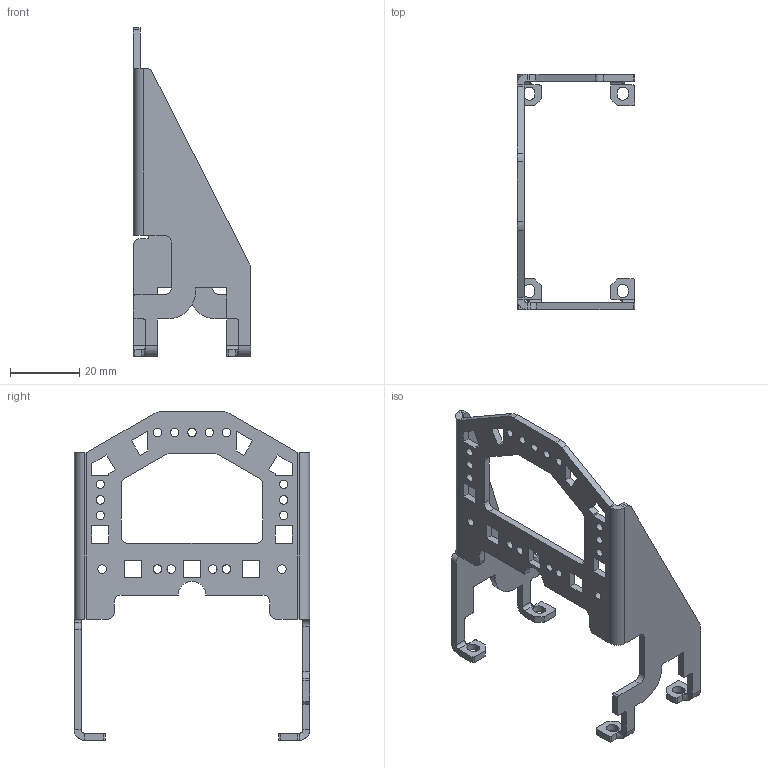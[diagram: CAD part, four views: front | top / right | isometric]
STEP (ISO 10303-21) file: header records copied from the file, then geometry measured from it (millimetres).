
FILE_DESCRIPTION(('CATIA V5 STEP Exchange','CAx-IF Rec.Pracs.--- Model Styling and Organization---1.4--- 2014-01-23'),'2;1');
FILE_NAME ('1307757-3_0', '2020-12-11T06:47:47+00:00', ('none'), ('Weidmueller'), 'CATIA Version 5-6 Release 2016 SP3 HF44', 'CATIA V5 STEP AP214', 'none');
FILE_SCHEMA(('AUTOMOTIVE_DESIGN { 1 0 10303 214 1 1 1 1 }'));
Length unit declared in the file: millimetre
Products named in the file (1): 2782950000
Bounding box: 34 x 68 x 95 mm (x, y, z)
Volume: 9216.2 mm3; surface area: 11462.3 mm2
Topology: 1 solids, 1 shells, 259 faces, 707 edges, 450 vertices
Faces by surface type: plane 146, cylinder 109, bspline 4
Entity records: 8202 total; most frequent: CARTESIAN_POINT 1700, ORIENTED_EDGE 1414, DIRECTION 1145, EDGE_CURVE 707, VECTOR 491, LINE 491, VERTEX_POINT 450, AXIS2_PLACEMENT_3D 427
